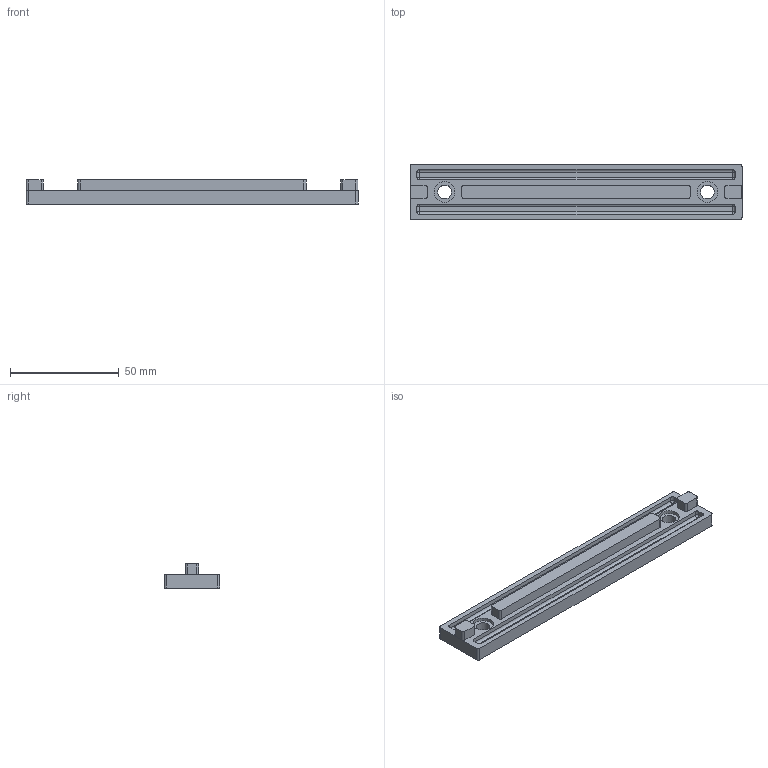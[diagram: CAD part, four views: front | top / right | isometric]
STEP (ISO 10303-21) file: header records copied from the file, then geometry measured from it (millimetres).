
FILE_DESCRIPTION(/* description */ (''),/* implementation_level */ '2;1');
FILE_NAME(/* name */ 'CameraSliderRail.step',/* time_stamp */ '2022-01-02T20:12:14-07:00',/* author */ (''),/* organization */ (''),/* preprocessor_version */ 'ST-DEVELOPER v18.1',/* originating_system */ 'Autodesk Translation Framework v10.10.0.1391',/* authorisation */ '');
FILE_SCHEMA (('AUTOMOTIVE_DESIGN { 1 0 10303 214 3 1 1 }'));
Length unit declared in the file: millimetre
Products named in the file (1): CameraSliderRail.f3d
Bounding box: 152.4 x 25.4 x 11.11 mm (x, y, z)
Volume: 23353.6 mm3; surface area: 14541.9 mm2
Topology: 4 solids, 4 shells, 80 faces, 180 edges, 112 vertices
Faces by surface type: cylinder 36, plane 36, sphere 8
Full cylindrical faces by diameter (mm): 6.367 x2, 9.542 x2
Entity records: 2269 total; most frequent: DIRECTION 414, CARTESIAN_POINT 373, ORIENTED_EDGE 360, EDGE_CURVE 180, AXIS2_PLACEMENT_3D 153, VERTEX_POINT 112, LINE 108, VECTOR 108
